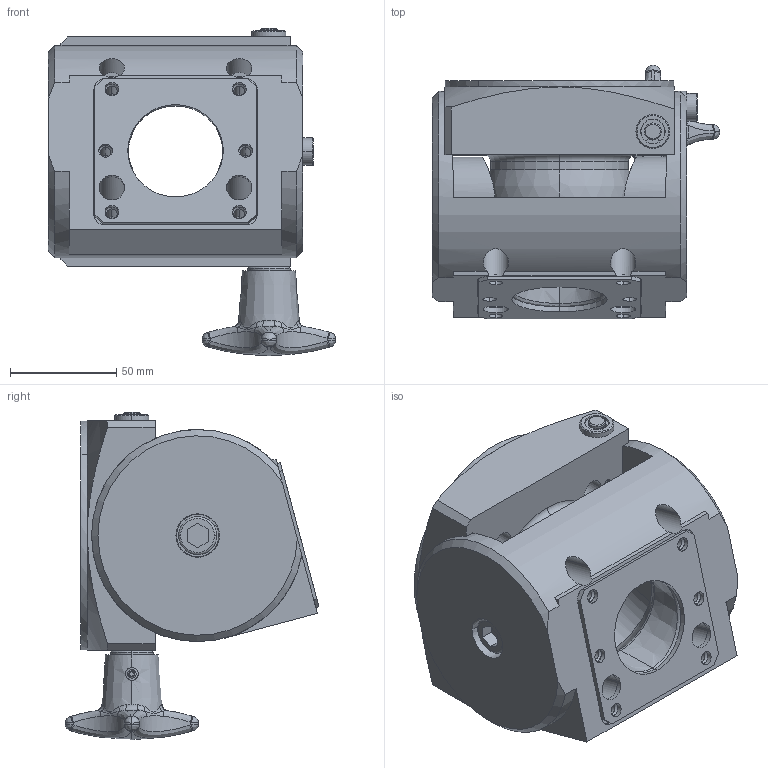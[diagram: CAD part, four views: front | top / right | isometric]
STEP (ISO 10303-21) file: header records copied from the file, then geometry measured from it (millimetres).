
FILE_DESCRIPTION((''),'2;1');
FILE_NAME('MCO90083122_GENEIGT_SW0001','2009-02-27T',('K.Falk'),(''),'PRO/ENGINEER BY PARAMETRIC TECHNOLOGY CORPORATION, 2005070','PRO/ENGINEER BY PARAMETRIC TECHNOLOGY CORPORATION, 2005070','');
FILE_SCHEMA(('AUTOMOTIVE_DESIGN_CC2 { 1 2 10303 214 -1 1 5 2 }'));
Length unit declared in the file: millimetre
Products named in the file (1): MCO90083122_GENEIGT_SW0001
Bounding box: 135.5 x 119.67 x 154.26 mm (x, y, z)
Surface area: 147451.7 mm2 (no closed solid volume)
Topology: 0 solids, 22 shells, 413 faces, 1105 edges, 705 vertices
Faces by surface type: cylinder 132, plane 121, cone 70, bspline 62, torus 20, sphere 8
Entity records: 25548 total; most frequent: CARTESIAN_POINT 9737, ORIENTED_EDGE 2020, DIRECTION 2017, PRESENTATION_STYLE_ASSIGNMENT 1458, STYLED_ITEM 1105, CURVE_STYLE 1089, EDGE_CURVE 1089, AXIS2_PLACEMENT_3D 791
